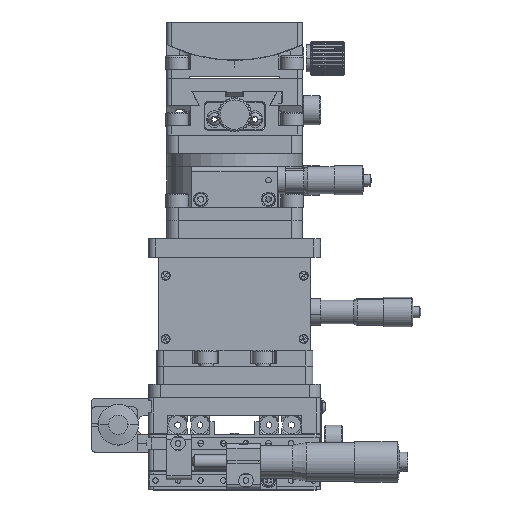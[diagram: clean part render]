
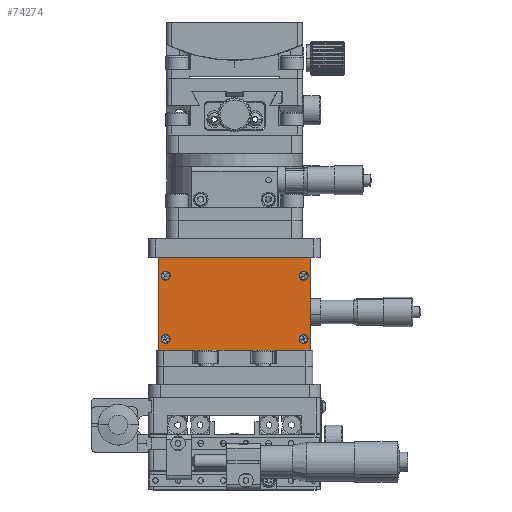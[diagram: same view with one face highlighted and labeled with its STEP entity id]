
A CAD part, top view. The second image highlights one B-rep face of the part: STEP entity #74274.
In plain terms, the highlighted planar face has unit normal (0, 0, 1).
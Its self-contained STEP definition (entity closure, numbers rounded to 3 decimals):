
#1355 = LINE ( 'NONE', #92320, #38922 ) ;
#3046 = VERTEX_POINT ( 'NONE', #14609 ) ;
#3823 = ORIENTED_EDGE ( 'NONE', *, *, #32836, .F. ) ;
#4670 = AXIS2_PLACEMENT_3D ( 'NONE', #69070, #89232, #39074 ) ;
#4977 = ORIENTED_EDGE ( 'NONE', *, *, #36268, .F. ) ;
#5174 = DIRECTION ( 'NONE',  ( 0., 0., 1. ) ) ;
#6216 = VERTEX_POINT ( 'NONE', #29473 ) ;
#6779 = CARTESIAN_POINT ( 'NONE',  ( -30.5, 60.2, 29.5 ) ) ;
#7381 = CARTESIAN_POINT ( 'NONE',  ( 33.5, 94.2, 29.5 ) ) ;
#7414 = FACE_OUTER_BOUND ( 'NONE', #48271, .T. ) ;
#8428 = EDGE_CURVE ( 'NONE', #92554, #76399, #35222, .T. ) ;
#11280 = DIRECTION ( 'NONE',  ( 0., 0., 1. ) ) ;
#12000 = EDGE_CURVE ( 'NONE', #34113, #84131, #46655, .T. ) ;
#13989 = VERTEX_POINT ( 'NONE', #19512 ) ;
#14442 = FACE_BOUND ( 'NONE', #19533, .T. ) ;
#14609 = CARTESIAN_POINT ( 'NONE',  ( -33.5, 94.2, 29.5 ) ) ;
#14742 = EDGE_CURVE ( 'NONE', #74820, #46780, #21031, .T. ) ;
#14843 = CARTESIAN_POINT ( 'NONE',  ( -30.5, 84.2, 29.5 ) ) ;
#15400 = ORIENTED_EDGE ( 'NONE', *, *, #14742, .T. ) ;
#15429 = AXIS2_PLACEMENT_3D ( 'NONE', #58090, #65583, #44946 ) ;
#16316 = PLANE ( 'NONE',  #15429 ) ;
#16900 = AXIS2_PLACEMENT_3D ( 'NONE', #67970, #46395, #82007 ) ;
#18064 = CARTESIAN_POINT ( 'NONE',  ( 33.5, 53.2, 29.5 ) ) ;
#19248 = CARTESIAN_POINT ( 'NONE',  ( -30.5, 86.2, 29.5 ) ) ;
#19512 = CARTESIAN_POINT ( 'NONE',  ( -33.5, 53.2, 29.5 ) ) ;
#19533 = EDGE_LOOP ( 'NONE', ( #58288, #3823 ) ) ;
#20906 = DIRECTION ( 'NONE',  ( 0., -1., 0. ) ) ;
#21031 = LINE ( 'NONE', #7381, #61277 ) ;
#21523 = FACE_BOUND ( 'NONE', #40603, .T. ) ;
#21827 = AXIS2_PLACEMENT_3D ( 'NONE', #31884, #63133, #82495 ) ;
#23699 = VECTOR ( 'NONE', #41143, 1000. ) ;
#24321 = DIRECTION ( 'NONE',  ( 0., 0., 1. ) ) ;
#26444 = VECTOR ( 'NONE', #85710, 1000. ) ;
#29473 = CARTESIAN_POINT ( 'NONE',  ( -30.5, 56.2, 29.5 ) ) ;
#30793 = CIRCLE ( 'NONE', #21827, 2. ) ;
#30808 = EDGE_CURVE ( 'NONE', #76399, #92554, #74988, .T. ) ;
#31021 = CARTESIAN_POINT ( 'NONE',  ( 30.5, 86.2, 29.5 ) ) ;
#31884 = CARTESIAN_POINT ( 'NONE',  ( -30.5, 58.2, 29.5 ) ) ;
#32241 = ORIENTED_EDGE ( 'NONE', *, *, #66175, .F. ) ;
#32836 = EDGE_CURVE ( 'NONE', #45156, #84121, #49844, .T. ) ;
#34113 = VERTEX_POINT ( 'NONE', #14843 ) ;
#34322 = ORIENTED_EDGE ( 'NONE', *, *, #12000, .F. ) ;
#35222 = CIRCLE ( 'NONE', #78594, 2. ) ;
#36268 = EDGE_CURVE ( 'NONE', #84131, #34113, #78797, .T. ) ;
#36429 = EDGE_CURVE ( 'NONE', #13989, #74820, #83869, .T. ) ;
#38367 = AXIS2_PLACEMENT_3D ( 'NONE', #52527, #74547, #58159 ) ;
#38692 = EDGE_LOOP ( 'NONE', ( #46823, #42118 ) ) ;
#38922 = VECTOR ( 'NONE', #87173, 1000. ) ;
#39074 = DIRECTION ( 'NONE',  ( 0., -1., 0. ) ) ;
#40603 = EDGE_LOOP ( 'NONE', ( #32241, #73525 ) ) ;
#40624 = DIRECTION ( 'NONE',  ( 0., 0., 1. ) ) ;
#41143 = DIRECTION ( 'NONE',  ( 0., -1., 0. ) ) ;
#42118 = ORIENTED_EDGE ( 'NONE', *, *, #8428, .F. ) ;
#42980 = EDGE_CURVE ( 'NONE', #46780, #3046, #1355, .T. ) ;
#43369 = ORIENTED_EDGE ( 'NONE', *, *, #77747, .T. ) ;
#43823 = EDGE_LOOP ( 'NONE', ( #34322, #4977 ) ) ;
#44946 = DIRECTION ( 'NONE',  ( 0., -1., 0. ) ) ;
#45141 = EDGE_CURVE ( 'NONE', #84121, #45156, #64625, .T. ) ;
#45156 = VERTEX_POINT ( 'NONE', #46104 ) ;
#45883 = DIRECTION ( 'NONE',  ( 0., -1., 0. ) ) ;
#46104 = CARTESIAN_POINT ( 'NONE',  ( 30.5, 60.2, 29.5 ) ) ;
#46395 = DIRECTION ( 'NONE',  ( 0., 0., 1. ) ) ;
#46655 = CIRCLE ( 'NONE', #60106, 2. ) ;
#46780 = VERTEX_POINT ( 'NONE', #77864 ) ;
#46823 = ORIENTED_EDGE ( 'NONE', *, *, #30808, .F. ) ;
#47862 = DIRECTION ( 'NONE',  ( 0., -1., 0. ) ) ;
#48271 = EDGE_LOOP ( 'NONE', ( #43369, #64210, #15400, #67060 ) ) ;
#49844 = CIRCLE ( 'NONE', #61818, 2. ) ;
#50918 = CARTESIAN_POINT ( 'NONE',  ( 30.5, 88.2, 29.5 ) ) ;
#51984 = FACE_BOUND ( 'NONE', #43823, .T. ) ;
#52527 = CARTESIAN_POINT ( 'NONE',  ( -30.5, 86.2, 29.5 ) ) ;
#57364 = CIRCLE ( 'NONE', #16900, 2. ) ;
#58090 = CARTESIAN_POINT ( 'NONE',  ( -33.5, 53.2, 29.5 ) ) ;
#58159 = DIRECTION ( 'NONE',  ( 0., -1., 0. ) ) ;
#58288 = ORIENTED_EDGE ( 'NONE', *, *, #45141, .F. ) ;
#59254 = CARTESIAN_POINT ( 'NONE',  ( -30.5, 88.2, 29.5 ) ) ;
#60106 = AXIS2_PLACEMENT_3D ( 'NONE', #19248, #5174, #47862 ) ;
#60425 = CARTESIAN_POINT ( 'NONE',  ( 30.5, 86.2, 29.5 ) ) ;
#61277 = VECTOR ( 'NONE', #84344, 1000. ) ;
#61818 = AXIS2_PLACEMENT_3D ( 'NONE', #70627, #40624, #20906 ) ;
#63041 = AXIS2_PLACEMENT_3D ( 'NONE', #31021, #11280, #82576 ) ;
#63133 = DIRECTION ( 'NONE',  ( 0., 0., 1. ) ) ;
#64210 = ORIENTED_EDGE ( 'NONE', *, *, #36429, .T. ) ;
#64554 = LINE ( 'NONE', #70210, #23699 ) ;
#64625 = CIRCLE ( 'NONE', #4670, 2. ) ;
#65583 = DIRECTION ( 'NONE',  ( 0., 0., 1. ) ) ;
#66175 = EDGE_CURVE ( 'NONE', #6216, #77135, #30793, .T. ) ;
#67060 = ORIENTED_EDGE ( 'NONE', *, *, #42980, .T. ) ;
#67970 = CARTESIAN_POINT ( 'NONE',  ( -30.5, 58.2, 29.5 ) ) ;
#69070 = CARTESIAN_POINT ( 'NONE',  ( 30.5, 58.2, 29.5 ) ) ;
#70210 = CARTESIAN_POINT ( 'NONE',  ( -33.5, 94.2, 29.5 ) ) ;
#70627 = CARTESIAN_POINT ( 'NONE',  ( 30.5, 58.2, 29.5 ) ) ;
#71703 = FACE_BOUND ( 'NONE', #38692, .T. ) ;
#73525 = ORIENTED_EDGE ( 'NONE', *, *, #85324, .F. ) ;
#74274 = ADVANCED_FACE ( 'NONE', ( #51984, #21523, #14442, #71703, #7414 ), #16316, .T. ) ;
#74547 = DIRECTION ( 'NONE',  ( 0., 0., 1. ) ) ;
#74820 = VERTEX_POINT ( 'NONE', #18064 ) ;
#74988 = CIRCLE ( 'NONE', #63041, 2. ) ;
#76399 = VERTEX_POINT ( 'NONE', #77967 ) ;
#77135 = VERTEX_POINT ( 'NONE', #6779 ) ;
#77747 = EDGE_CURVE ( 'NONE', #3046, #13989, #64554, .T. ) ;
#77864 = CARTESIAN_POINT ( 'NONE',  ( 33.5, 94.2, 29.5 ) ) ;
#77967 = CARTESIAN_POINT ( 'NONE',  ( 30.5, 84.2, 29.5 ) ) ;
#78594 = AXIS2_PLACEMENT_3D ( 'NONE', #60425, #24321, #45883 ) ;
#78797 = CIRCLE ( 'NONE', #38367, 2. ) ;
#79891 = CARTESIAN_POINT ( 'NONE',  ( 30.5, 56.2, 29.5 ) ) ;
#82007 = DIRECTION ( 'NONE',  ( 0., -1., 0. ) ) ;
#82495 = DIRECTION ( 'NONE',  ( 0., -1., 0. ) ) ;
#82576 = DIRECTION ( 'NONE',  ( 0., -1., 0. ) ) ;
#83869 = LINE ( 'NONE', #91814, #26444 ) ;
#84121 = VERTEX_POINT ( 'NONE', #79891 ) ;
#84131 = VERTEX_POINT ( 'NONE', #59254 ) ;
#84344 = DIRECTION ( 'NONE',  ( 0., 1., 0. ) ) ;
#85324 = EDGE_CURVE ( 'NONE', #77135, #6216, #57364, .T. ) ;
#85710 = DIRECTION ( 'NONE',  ( 1., 0., 0. ) ) ;
#87173 = DIRECTION ( 'NONE',  ( -1., 0., 0. ) ) ;
#89232 = DIRECTION ( 'NONE',  ( 0., 0., 1. ) ) ;
#91814 = CARTESIAN_POINT ( 'NONE',  ( -33.5, 53.2, 29.5 ) ) ;
#92320 = CARTESIAN_POINT ( 'NONE',  ( -33.5, 94.2, 29.5 ) ) ;
#92554 = VERTEX_POINT ( 'NONE', #50918 ) ;
